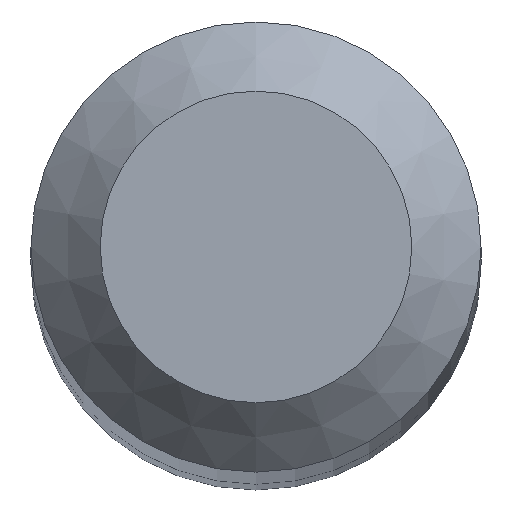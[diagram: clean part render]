
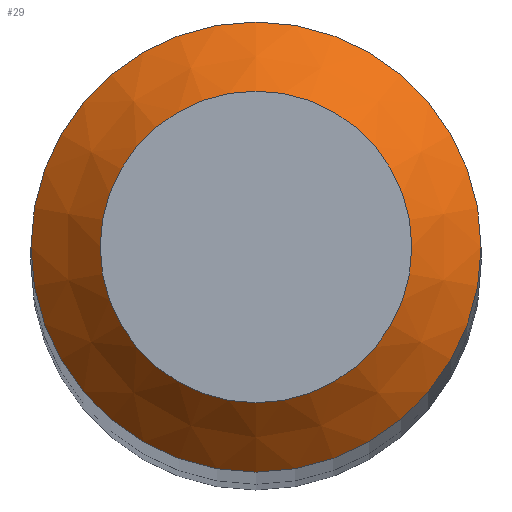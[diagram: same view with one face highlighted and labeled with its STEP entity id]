
A CAD part, top view. The second image highlights one B-rep face of the part: STEP entity #29.
In plain terms, the highlighted conical face has half-angle 45 degrees and reference radius 0.45 mm.
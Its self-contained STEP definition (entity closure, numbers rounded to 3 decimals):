
#2 = ORIENTED_EDGE ( 'NONE', *, *, #102, .T. ) ;
#5 = CARTESIAN_POINT ( 'NONE',  ( 0., 0.65, 29.8 ) ) ;
#8 = CARTESIAN_POINT ( 'NONE',  ( 0., 0.45, 30. ) ) ;
#23 = VERTEX_POINT ( 'NONE', #5 ) ;
#28 = CIRCLE ( 'NONE', #157, 0.45 ) ;
#29 = ADVANCED_FACE ( 'NONE', ( #95, #112 ), #87, .T. ) ;
#37 = AXIS2_PLACEMENT_3D ( 'NONE', #48, #81, #147 ) ;
#41 = CIRCLE ( 'NONE', #170, 0.65 ) ;
#48 = CARTESIAN_POINT ( 'NONE',  ( 0., 0., 30. ) ) ;
#64 = DIRECTION ( 'NONE',  ( 0., 0., -1. ) ) ;
#78 = EDGE_LOOP ( 'NONE', ( #110 ) ) ;
#81 = DIRECTION ( 'NONE',  ( 0., 0., -1. ) ) ;
#82 = CARTESIAN_POINT ( 'NONE',  ( 0., 0., 30. ) ) ;
#85 = VERTEX_POINT ( 'NONE', #8 ) ;
#87 = CONICAL_SURFACE ( 'NONE', #37, 0.45, 0.785 ) ;
#95 = FACE_OUTER_BOUND ( 'NONE', #78, .T. ) ;
#99 = CARTESIAN_POINT ( 'NONE',  ( 0., 0., 29.8 ) ) ;
#102 = EDGE_CURVE ( 'NONE', #85, #85, #28, .T. ) ;
#110 = ORIENTED_EDGE ( 'NONE', *, *, #137, .F. ) ;
#112 = FACE_BOUND ( 'NONE', #141, .T. ) ;
#114 = DIRECTION ( 'NONE',  ( 0., 1., 0. ) ) ;
#117 = DIRECTION ( 'NONE',  ( 0., 1., 0. ) ) ;
#137 = EDGE_CURVE ( 'NONE', #23, #23, #41, .T. ) ;
#141 = EDGE_LOOP ( 'NONE', ( #2 ) ) ;
#147 = DIRECTION ( 'NONE',  ( 0., 1., 0. ) ) ;
#157 = AXIS2_PLACEMENT_3D ( 'NONE', #82, #64, #114 ) ;
#167 = DIRECTION ( 'NONE',  ( 0., 0., -1. ) ) ;
#170 = AXIS2_PLACEMENT_3D ( 'NONE', #99, #167, #117 ) ;
